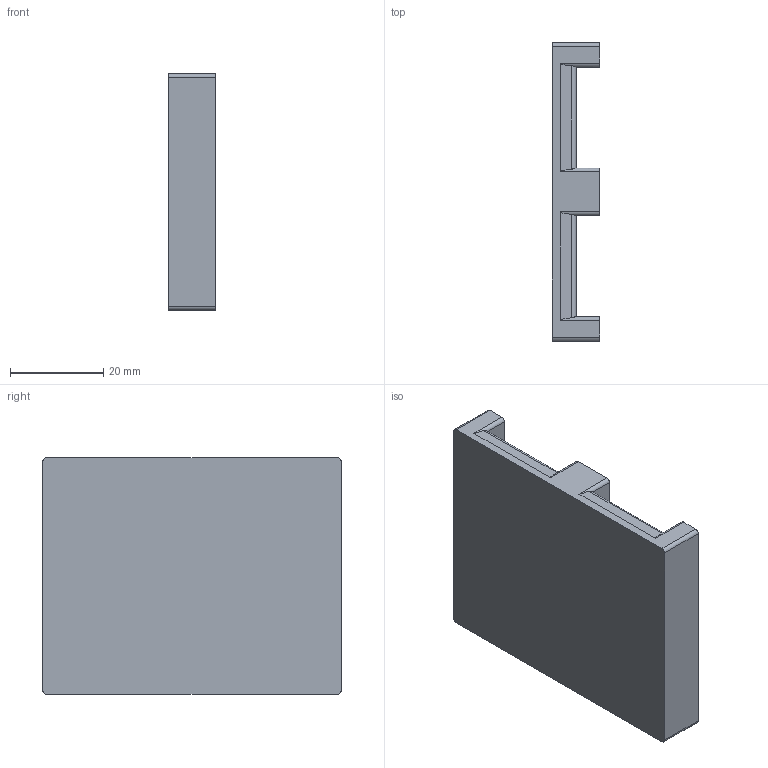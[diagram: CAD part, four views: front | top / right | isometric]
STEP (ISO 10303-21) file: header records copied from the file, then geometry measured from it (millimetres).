
FILE_DESCRIPTION((''),'2;1');
FILE_NAME('C61036-A0301-C011-01-06','2018-05-16T',('ec7121'),(''),'PRO/ENGINEER BY PARAMETRIC TECHNOLOGY CORPORATION, 2014000','PRO/ENGINEER BY PARAMETRIC TECHNOLOGY CORPORATION, 2014000','');
FILE_SCHEMA(('CONFIG_CONTROL_DESIGN'));
Length unit declared in the file: millimetre
Products named in the file (1): C61036-A0301-C011-01-06
Bounding box: 10.2 x 64 x 50.8 mm (x, y, z)
Volume: 21846 mm3; surface area: 9354.8 mm2
Topology: 1 solids, 1 shells, 34 faces, 96 edges, 64 vertices
Faces by surface type: plane 18, cylinder 16
Entity records: 1574 total; most frequent: CARTESIAN_POINT 658, ORIENTED_EDGE 192, DIRECTION 172, EDGE_CURVE 96, VERTEX_POINT 64, AXIS2_PLACEMENT_3D 58, VECTOR 56, LINE 56
